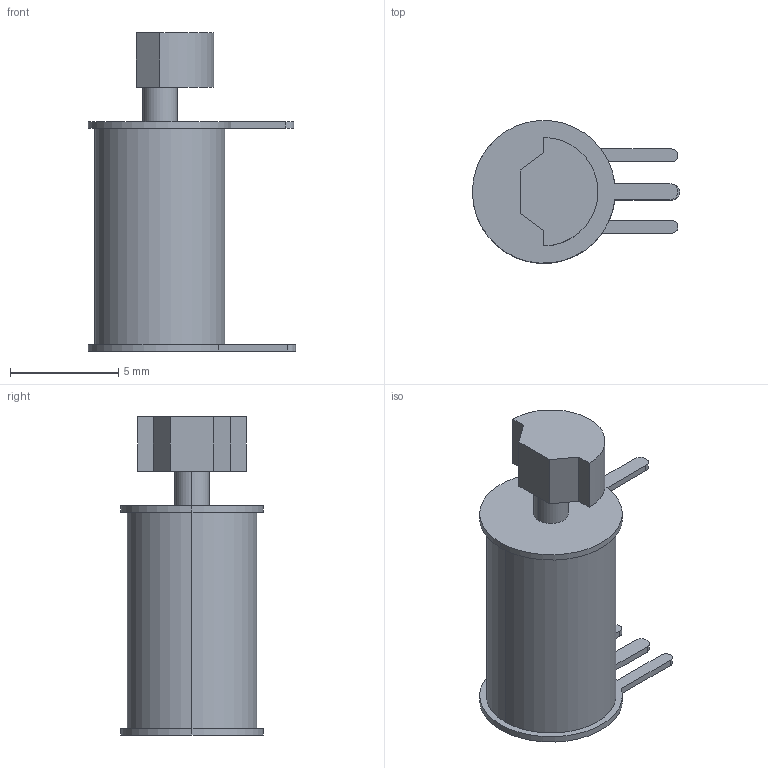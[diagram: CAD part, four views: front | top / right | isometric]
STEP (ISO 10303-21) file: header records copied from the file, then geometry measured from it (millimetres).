
FILE_DESCRIPTION (( 'STEP AP214' ), '1' );
FILE_NAME ('motor.STEP', '2015-01-09T16:29:29', ( '' ), ( '' ), 'SwSTEP 2.0', 'SolidWorks 2014', '' );
FILE_SCHEMA (( 'AUTOMOTIVE_DESIGN' ));
Length unit declared in the file: millimetre
Products named in the file (1): motor
Bounding box: 9.57 x 6.59 x 14.7 mm (x, y, z)
Volume: 341.2 mm3; surface area: 426.2 mm2
Topology: 2 solids, 2 shells, 35 faces, 84 edges, 56 vertices
Faces by surface type: plane 20, cylinder 15
Entity records: 1203 total; most frequent: DIRECTION 186, CARTESIAN_POINT 176, ORIENTED_EDGE 168, EDGE_CURVE 84, AXIS2_PLACEMENT_3D 66, VERTEX_POINT 56, VECTOR 54, LINE 54
